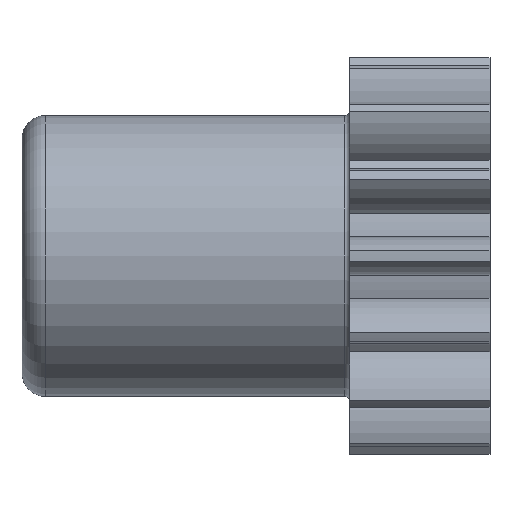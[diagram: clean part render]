
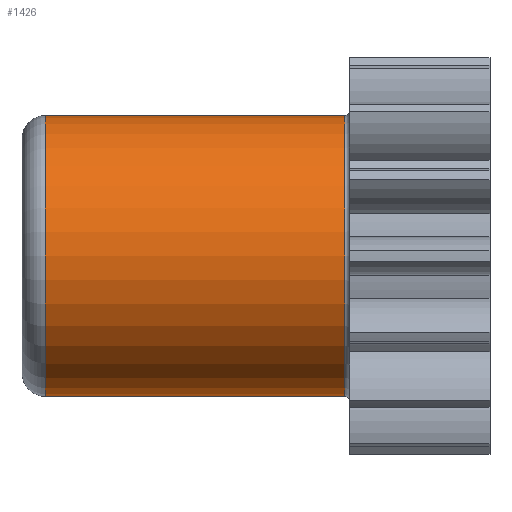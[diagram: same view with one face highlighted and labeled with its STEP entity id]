
A CAD part, front view. The second image highlights one B-rep face of the part: STEP entity #1426.
In plain terms, the highlighted cylindrical face has radius 3 mm (diameter 6 mm), a partial arc.
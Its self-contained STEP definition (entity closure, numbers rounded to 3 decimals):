
#36 = CIRCLE ( 'NONE', #1926, 3. ) ;
#45 = DIRECTION ( 'NONE',  ( 0., 0., 1. ) ) ;
#61 = CARTESIAN_POINT ( 'NONE',  ( -7., 0., 3. ) ) ;
#74 = VERTEX_POINT ( 'NONE', #1419 ) ;
#75 = CARTESIAN_POINT ( 'NONE',  ( -0.1, 0., 3. ) ) ;
#84 = VERTEX_POINT ( 'NONE', #2522 ) ;
#139 = LINE ( 'NONE', #1456, #1733 ) ;
#269 = LINE ( 'NONE', #61, #2694 ) ;
#304 = VERTEX_POINT ( 'NONE', #75 ) ;
#334 = EDGE_CURVE ( 'NONE', #84, #2805, #36, .T. ) ;
#616 = DIRECTION ( 'NONE',  ( 1., 0., 0. ) ) ;
#677 = FACE_OUTER_BOUND ( 'NONE', #2256, .T. ) ;
#719 = EDGE_CURVE ( 'NONE', #74, #304, #1884, .T. ) ;
#862 = ORIENTED_EDGE ( 'NONE', *, *, #334, .T. ) ;
#965 = DIRECTION ( 'NONE',  ( 1., 0., 0. ) ) ;
#1109 = CARTESIAN_POINT ( 'NONE',  ( -0.1, 0., 0. ) ) ;
#1114 = DIRECTION ( 'NONE',  ( 1., 0., 0. ) ) ;
#1160 = DIRECTION ( 'NONE',  ( -1., 0., 0. ) ) ;
#1334 = EDGE_CURVE ( 'NONE', #2805, #74, #139, .T. ) ;
#1419 = CARTESIAN_POINT ( 'NONE',  ( -0.1, 0., -3. ) ) ;
#1426 = ADVANCED_FACE ( 'NONE', ( #677 ), #1949, .T. ) ;
#1456 = CARTESIAN_POINT ( 'NONE',  ( -7., 0., -3. ) ) ;
#1508 = DIRECTION ( 'NONE',  ( 0., 0., -1. ) ) ;
#1544 = EDGE_CURVE ( 'NONE', #84, #304, #269, .T. ) ;
#1553 = ORIENTED_EDGE ( 'NONE', *, *, #1334, .T. ) ;
#1733 = VECTOR ( 'NONE', #616, 1000. ) ;
#1800 = DIRECTION ( 'NONE',  ( 1., 0., 0. ) ) ;
#1884 = CIRCLE ( 'NONE', #2557, 3. ) ;
#1910 = AXIS2_PLACEMENT_3D ( 'NONE', #1978, #1114, #1508 ) ;
#1926 = AXIS2_PLACEMENT_3D ( 'NONE', #2642, #1800, #45 ) ;
#1949 = CYLINDRICAL_SURFACE ( 'NONE', #1910, 3. ) ;
#1970 = DIRECTION ( 'NONE',  ( 0., 0., -1. ) ) ;
#1978 = CARTESIAN_POINT ( 'NONE',  ( -7., 0., 0. ) ) ;
#2001 = CARTESIAN_POINT ( 'NONE',  ( -6.5, 0., -3. ) ) ;
#2256 = EDGE_LOOP ( 'NONE', ( #2399, #862, #1553, #2429 ) ) ;
#2399 = ORIENTED_EDGE ( 'NONE', *, *, #1544, .F. ) ;
#2429 = ORIENTED_EDGE ( 'NONE', *, *, #719, .T. ) ;
#2522 = CARTESIAN_POINT ( 'NONE',  ( -6.5, 0., 3. ) ) ;
#2557 = AXIS2_PLACEMENT_3D ( 'NONE', #1109, #1160, #1970 ) ;
#2642 = CARTESIAN_POINT ( 'NONE',  ( -6.5, 0., 0. ) ) ;
#2694 = VECTOR ( 'NONE', #965, 1000. ) ;
#2805 = VERTEX_POINT ( 'NONE', #2001 ) ;
